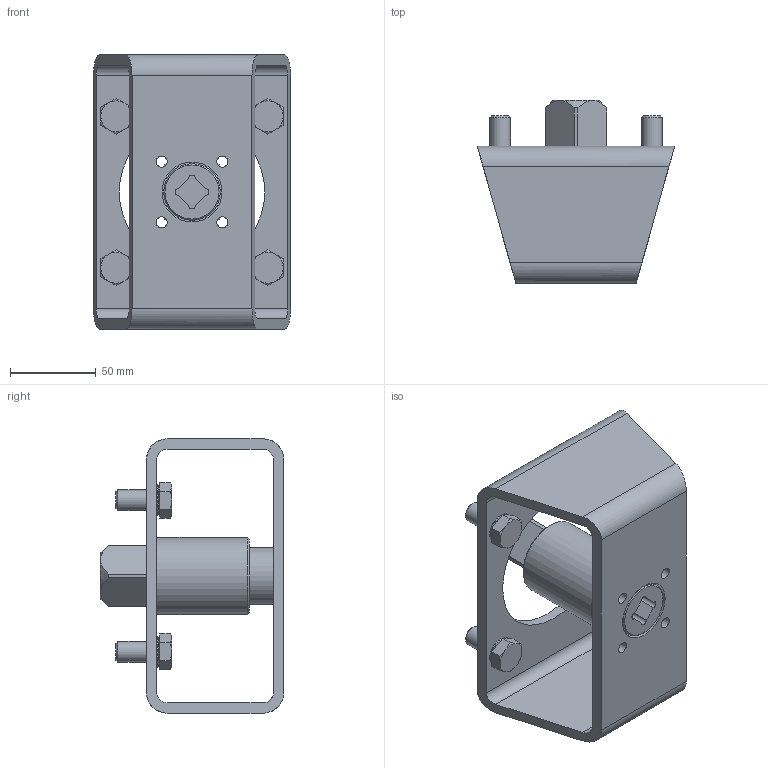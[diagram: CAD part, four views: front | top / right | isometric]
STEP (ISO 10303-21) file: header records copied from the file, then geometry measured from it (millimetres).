
FILE_DESCRIPTION(/* description */ ('STEP AP214'),/* implementation_level */ '2;1');
FILE_NAME(/* name */ '8133486_DARQ-K-V-F12S27-F05S14-R13',/* time_stamp */ '2024-08-14T16:19:45+02:00',/* author */ ('License CC BY-ND 4.0'),/* organization */ ('CADENAS'),/* preprocessor_version */ 'ST-DEVELOPER v19.3',/* originating_system */ 'PARTsolutions',/* authorisation */ ' ');
FILE_SCHEMA (('AUTOMOTIVE_DESIGN {1 0 10303 214 3 1 1}'));
Length unit declared in the file: millimetre
Products named in the file (5): 8133486 DARQ-K-V-F12S27-F05S14-R13; 8133483 DARQ-B-F12-F05-R13---(high); 8077619 DARQ-V-F10S27-F05S14-80---(K); 717706 S 12 A2; ISO 4017 M12x25(F)
Assembly tree (10 placements, depth 2):
  8133486 DARQ-K-V-F12S27-F05S14-R13
    8133483 DARQ-B-F12-F05-R13---(high)
    8077619 DARQ-V-F10S27-F05S14-80---(K)
    717706 S 12 A2  x4
    ISO 4017 M12x25(F)  x4
Bounding box: 115 x 107 x 160 mm (x, y, z)
Volume: 347370.6 mm3; surface area: 102054.4 mm2
Topology: 10 solids, 10 shells, 154 faces, 339 edges, 208 vertices
Faces by surface type: plane 63, cylinder 44, cone 43, torus 4
Full cylindrical faces by diameter (mm): 6.5 x4, 12 x4, 13 x8, 16.63 x4, 18 x4, 33 x1, 35 x1, 45 x1, 85 x1
Entity records: 2506 total; most frequent: CARTESIAN_POINT 459, DIRECTION 416, ORIENTED_EDGE 342, AXIS2_PLACEMENT_3D 172, EDGE_CURVE 171, EDGE_LOOP 132, FACE_BOUND 132, VERTEX_POINT 123
